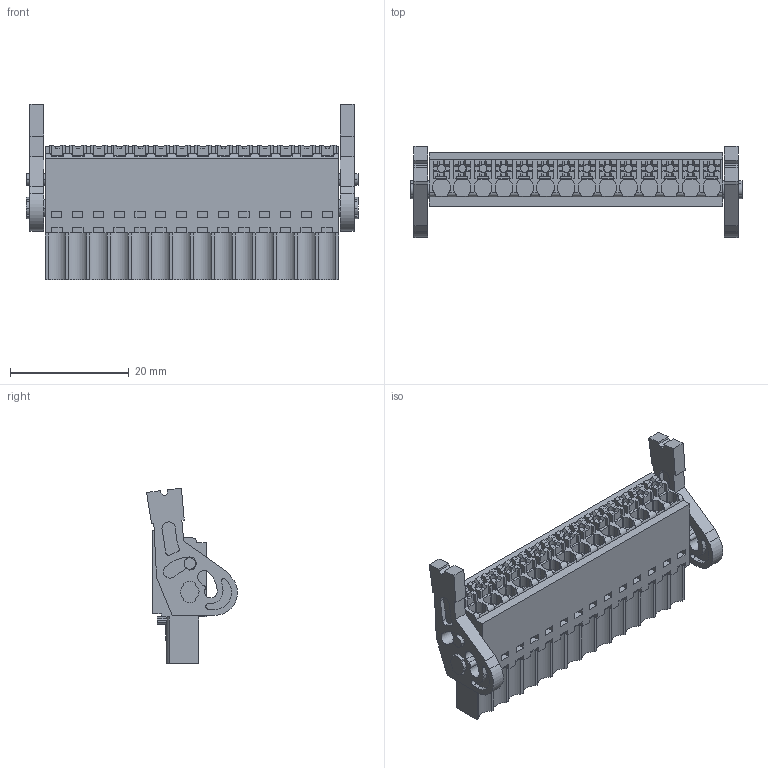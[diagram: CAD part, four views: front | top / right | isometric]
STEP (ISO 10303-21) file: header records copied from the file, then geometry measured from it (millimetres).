
FILE_DESCRIPTION(('CATIA V5 STEP Exchange','CAx-IF Rec.Pracs.--- Model Styling and Organization---1.2---2011-12-15'),'2;1');
FILE_NAME ('D1462607_0', '2017-04-26T07:17:35+00:00', ('none'), ('Weidmueller'), 'CATIA Version 5-6 Release 2014', 'CATIA V5 STEP AP214', 'none');
FILE_SCHEMA(('AUTOMOTIVE_DESIGN { 1 0 10303 214 1 1 1 1 }'));
Length unit declared in the file: millimetre
Products named in the file (1): 2460070000
Bounding box: 55.9 x 15.3 x 29.59 mm (x, y, z)
Volume: 7930.8 mm3; surface area: 7064.8 mm2
Topology: 17 solids, 17 shells, 1466 faces, 4267 edges, 2875 vertices
Faces by surface type: plane 1267, cylinder 199
Entity records: 44303 total; most frequent: CARTESIAN_POINT 8824, ORIENTED_EDGE 8534, DIRECTION 5447, EDGE_CURVE 4267, VECTOR 3468, LINE 3468, VERTEX_POINT 2875, EDGE_LOOP 1546
